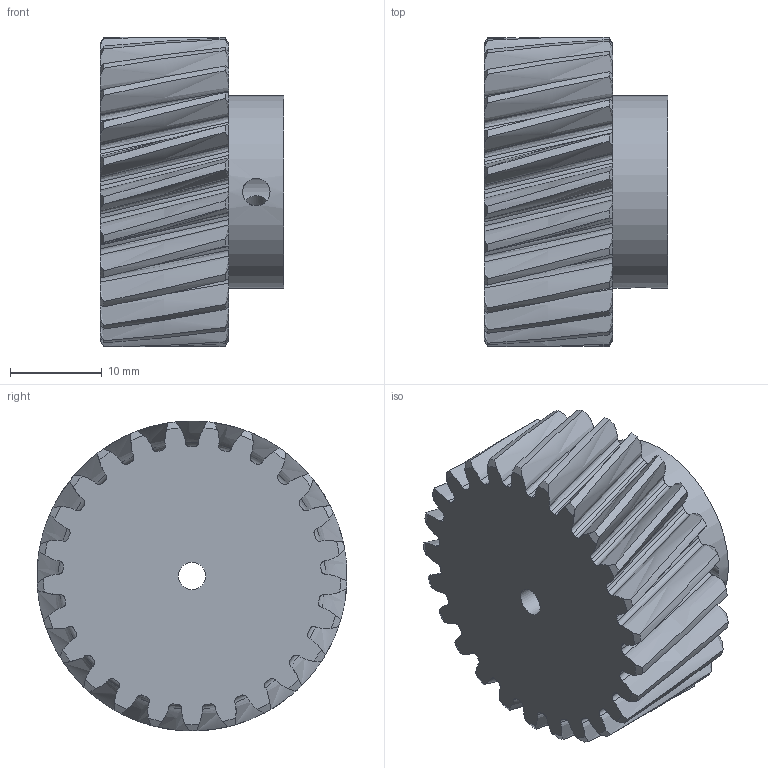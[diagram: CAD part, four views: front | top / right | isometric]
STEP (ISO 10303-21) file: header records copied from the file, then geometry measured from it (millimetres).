
FILE_DESCRIPTION(/* description */ ('STEP AP242','CAx-IF Rec.Pracs.---Representation and Presentation of Product Manufacturing Information (PMI)---4.0---2014-10-13','CAx-IF Rec.Pracs.---3D Tessellated Geometry---0.4---2014-09-14','2;1'),/* implementation_level */ '2;1');
FILE_NAME(/* name */ 'Ref_Model - Spur gear (25 teeth)',/* time_stamp */ '2025-08-11T20:51:07Z',/* author */ (''),/* organization */ (''),/* preprocessor_version */ 'ST-DEVELOPER v20',/* originating_system */ 'ONSHAPE BY PTC INC, 1.202',/* authorisation */ ' ');
FILE_SCHEMA (('AP242_MANAGED_MODEL_BASED_3D_ENGINEERING_MIM_LF { 1 0 10303 442 1 1 4 }'));
Length unit declared in the file: metre
Products named in the file (1): Spur gear (25 teeth)
Bounding box: 20 x 33.74 x 33.75 mm (x, y, z)
Volume: 11958.7 mm3; surface area: 5240.4 mm2
Topology: 1 solids, 1 shells, 221 faces, 656 edges, 441 vertices
Faces by surface type: bspline 100, cylinder 57, cone 50, plane 14
Full cylindrical faces by diameter (mm): 3 x5, 5.05 x1, 21 x1
Entity records: 13890 total; most frequent: CARTESIAN_POINT 9119, ORIENTED_EDGE 1290, DIRECTION 688, EDGE_CURVE 645, VERTEX_POINT 437, AXIS2_PLACEMENT_3D 332, B_SPLINE_CURVE_WITH_KNOTS 261, EDGE_LOOP 242
